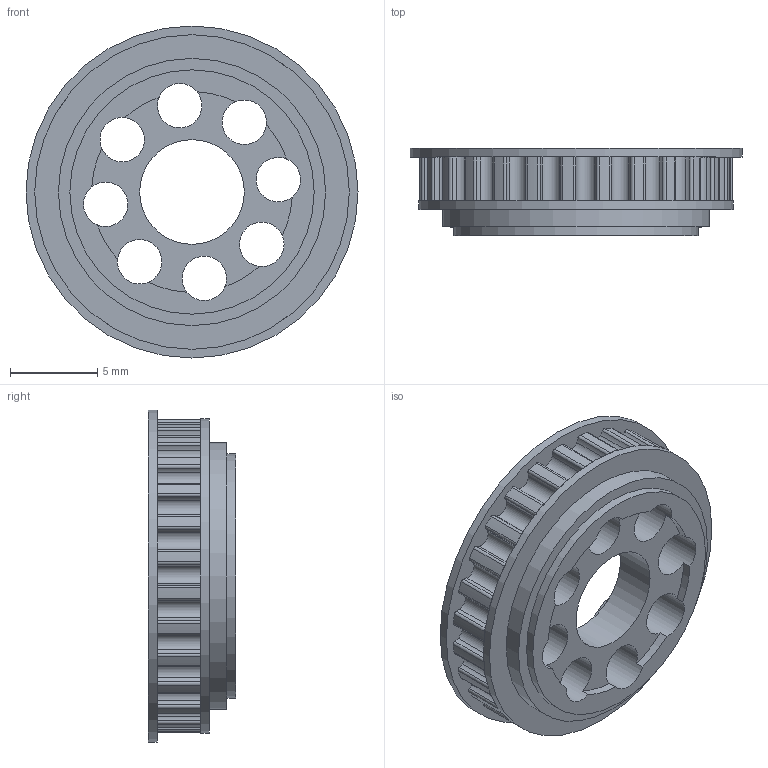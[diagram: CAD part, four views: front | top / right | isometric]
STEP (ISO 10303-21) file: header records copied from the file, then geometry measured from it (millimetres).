
FILE_DESCRIPTION(/* description */ (''),/* implementation_level */ '2;1');
FILE_NAME(/* name */ 'Poulie gt2 27t v2.step',/* time_stamp */ '2022-12-04T00:16:56+01:00',/* author */ (''),/* organization */ (''),/* preprocessor_version */ 'ST-DEVELOPER v19.2',/* originating_system */ 'Autodesk Translation Framework v11.17.0.187',/* authorisation */ '');
FILE_SCHEMA (('AUTOMOTIVE_DESIGN { 1 0 10303 214 3 1 1 }'));
Length unit declared in the file: millimetre
Products named in the file (1): Poulie gt2 27t
Bounding box: 19.03 x 5 x 19.03 mm (x, y, z)
Volume: 662.8 mm3; surface area: 1098.5 mm2
Topology: 1 solids, 1 shells, 199 faces, 621 edges, 414 vertices
Faces by surface type: cylinder 191, plane 8
Full cylindrical faces by diameter (mm): 2.55 x8, 6 x1, 14 x1, 15.317 x1, 18.034 x1, 19.034 x1
Entity records: 7238 total; most frequent: DIRECTION 1435, ORIENTED_EDGE 1242, CARTESIAN_POINT 1235, EDGE_CURVE 621, AXIS2_PLACEMENT_3D 614, CIRCLE 414, VERTEX_POINT 414, EDGE_LOOP 207
